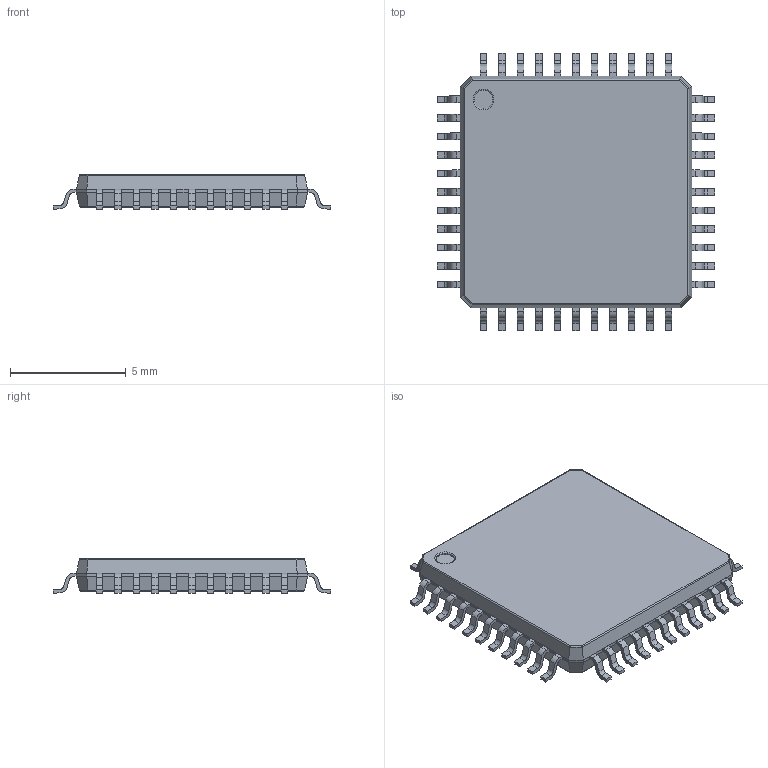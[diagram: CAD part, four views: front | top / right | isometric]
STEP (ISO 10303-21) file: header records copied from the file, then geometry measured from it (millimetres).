
FILE_DESCRIPTION(('FreeCAD Model'),'2;1');
FILE_NAME('Open CASCADE Shape Model','2024-12-22T15:55:59',(''),(''), 'Open CASCADE STEP processor 7.8','FreeCAD','Unknown');
FILE_SCHEMA(('AUTOMOTIVE_DESIGN { 1 0 10303 214 1 1 1 1 }'));
Length unit declared in the file: millimetre
Products named in the file (7): smd_ic_tqfp_44; Body; Array (Mirror #1); Array; Body001; Array002 (Mirror #2); Array002
Assembly tree (27 placements, depth 3):
  smd_ic_tqfp_44
    Body
    Array (Mirror #1)
    Array
      Body001  x11
    Array002 (Mirror #2)
    Array002
      Body001  x11
Bounding box: 12 x 12 x 1.5 mm (x, y, z)
Volume: 138.8 mm3; surface area: 302.9 mm2
Topology: 45 solids, 45 shells, 661 faces, 1685 edges, 1115 vertices
Faces by surface type: plane 467, cylinder 193, torus 1
Full cylindrical faces by diameter (mm): 0.8 x1
Entity records: 11431 total; most frequent: CARTESIAN_POINT 1935, DIRECTION 1923, ORIENTED_EDGE 1858, EDGE_CURVE 929, LINE 725, VECTOR 725, VERTEX_POINT 611, AXIS2_PLACEMENT_3D 599
